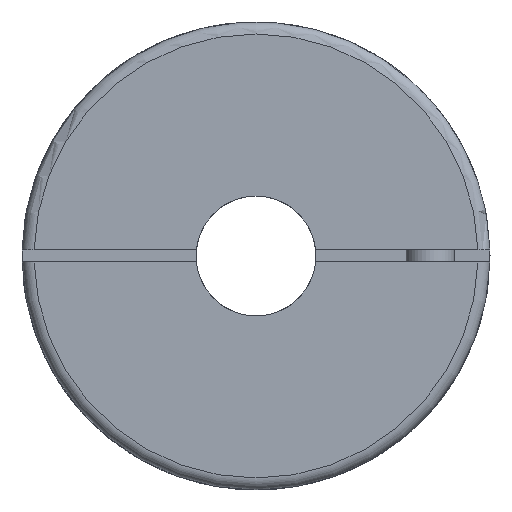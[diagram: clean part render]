
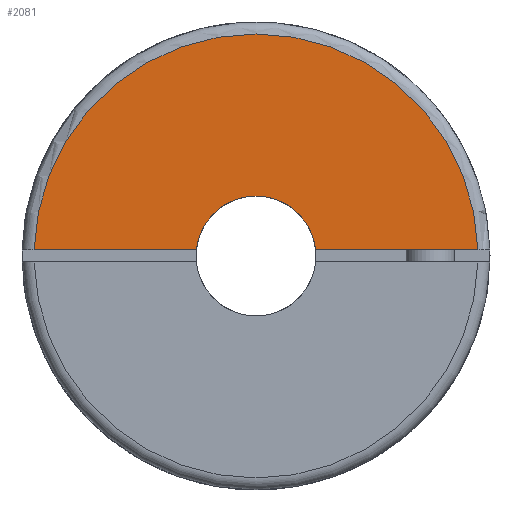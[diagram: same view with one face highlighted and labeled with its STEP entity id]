
A CAD part, left-side view. The second image highlights one B-rep face of the part: STEP entity #2081.
In plain terms, the highlighted planar face has unit normal (-1, 0, 0).
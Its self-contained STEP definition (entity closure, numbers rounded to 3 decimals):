
#69=PLANE('',#2270);
#169=CIRCLE('',#2265,18.5);
#172=CIRCLE('',#2269,5.);
#242=LINE('',#3263,#412);
#243=LINE('',#3264,#413);
#412=VECTOR('',#2546,1000.);
#413=VECTOR('',#2547,1000.);
#619=ORIENTED_EDGE('',*,*,#1197,.F.);
#620=ORIENTED_EDGE('',*,*,#1204,.T.);
#621=ORIENTED_EDGE('',*,*,#1202,.T.);
#622=ORIENTED_EDGE('',*,*,#1205,.T.);
#1197=EDGE_CURVE('',#1487,#1488,#169,.T.);
#1202=EDGE_CURVE('',#1493,#1492,#172,.T.);
#1204=EDGE_CURVE('',#1487,#1493,#242,.T.);
#1205=EDGE_CURVE('',#1492,#1488,#243,.T.);
#1487=VERTEX_POINT('',#3243);
#1488=VERTEX_POINT('',#3245);
#1492=VERTEX_POINT('',#3258);
#1493=VERTEX_POINT('',#3260);
#1709=EDGE_LOOP('',(#619,#620,#621,#622));
#1881=FACE_BOUND('',#1709,.T.);
#2081=ADVANCED_FACE('',(#1881),#69,.T.);
#2265=AXIS2_PLACEMENT_3D('',#3244,#2532,#2533);
#2269=AXIS2_PLACEMENT_3D('',#3259,#2541,#2542);
#2270=AXIS2_PLACEMENT_3D('',#3262,#2544,#2545);
#2532=DIRECTION('',(1.,0.,0.));
#2533=DIRECTION('',(0.,0.,-1.));
#2541=DIRECTION('',(1.,0.,0.));
#2542=DIRECTION('',(0.,0.,-1.));
#2544=DIRECTION('',(-1.,0.,0.));
#2545=DIRECTION('',(0.,0.,1.));
#2546=DIRECTION('',(0.,-1.,0.));
#2547=DIRECTION('',(0.,-1.,0.));
#3243=CARTESIAN_POINT('',(0.,18.493,0.5));
#3244=CARTESIAN_POINT('',(0.,0.,0.));
#3245=CARTESIAN_POINT('',(0.,-18.493,0.5));
#3258=CARTESIAN_POINT('',(0.,-4.975,0.5));
#3259=CARTESIAN_POINT('',(0.,0.,0.));
#3260=CARTESIAN_POINT('',(0.,4.975,0.5));
#3262=CARTESIAN_POINT('',(0.,18.5,0.));
#3263=CARTESIAN_POINT('',(0.,19.5,0.5));
#3264=CARTESIAN_POINT('',(0.,19.5,0.5));
